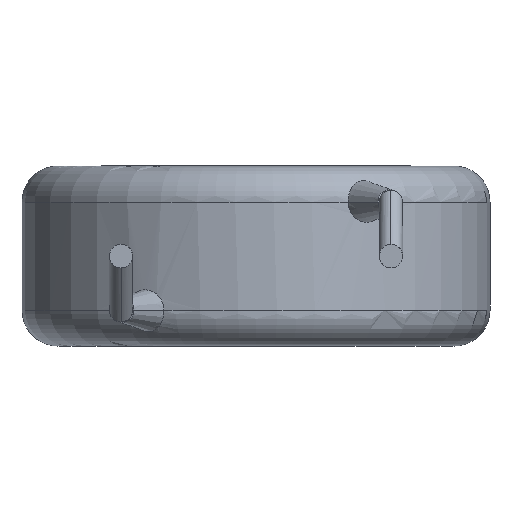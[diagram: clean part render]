
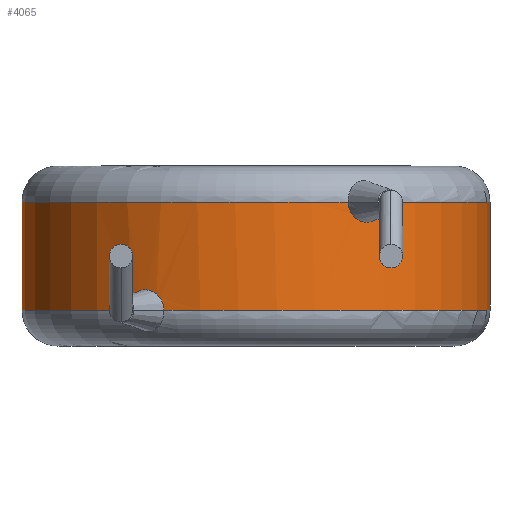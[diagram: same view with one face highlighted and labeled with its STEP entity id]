
A CAD part, front view. The second image highlights one B-rep face of the part: STEP entity #4065.
In plain terms, the highlighted cylindrical face has radius 6.5 mm (diameter 13 mm), a partial arc.
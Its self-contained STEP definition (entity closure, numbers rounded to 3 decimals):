
#16 = DIRECTION ( 'NONE',  ( 0., 0., -1. ) ) ;
#131 = CARTESIAN_POINT ( 'NONE',  ( -3.506, -5.474, 1.294 ) ) ;
#161 = AXIS2_PLACEMENT_3D ( 'NONE', #3332, #1094, #1382 ) ;
#460 = CARTESIAN_POINT ( 'NONE',  ( 2.559, -5.975, 3.851 ) ) ;
#466 = CARTESIAN_POINT ( 'NONE',  ( 0., 0., 1. ) ) ;
#518 = LINE ( 'NONE', #1551, #1547 ) ;
#530 = CIRCLE ( 'NONE', #1183, 6.5 ) ;
#752 = VERTEX_POINT ( 'NONE', #847 ) ;
#771 = CARTESIAN_POINT ( 'NONE',  ( -3.557, -5.44, 1. ) ) ;
#847 = CARTESIAN_POINT ( 'NONE',  ( 3.557, -5.44, 4. ) ) ;
#938 = EDGE_CURVE ( 'NONE', #2452, #3830, #4096, .T. ) ;
#1002 = CARTESIAN_POINT ( 'NONE',  ( 0., 0., 4. ) ) ;
#1024 = VERTEX_POINT ( 'NONE', #1948 ) ;
#1053 = VERTEX_POINT ( 'NONE', #2403 ) ;
#1094 = DIRECTION ( 'NONE',  ( 0., 0., -1. ) ) ;
#1126 = ORIENTED_EDGE ( 'NONE', *, *, #938, .T. ) ;
#1183 = AXIS2_PLACEMENT_3D ( 'NONE', #1392, #2692, #3667 ) ;
#1259 = DIRECTION ( 'NONE',  ( 0., 0., -1. ) ) ;
#1382 = DIRECTION ( 'NONE',  ( -1., 0., 0. ) ) ;
#1392 = CARTESIAN_POINT ( 'NONE',  ( 0., 0., 1. ) ) ;
#1425 = DIRECTION ( 'NONE',  ( 1., 0., 0. ) ) ;
#1468 = EDGE_CURVE ( 'NONE', #1737, #1983, #2831, .T. ) ;
#1498 = EDGE_CURVE ( 'NONE', #1024, #1983, #2172, .T. ) ;
#1547 = VECTOR ( 'NONE', #2920, 1000. ) ;
#1551 = CARTESIAN_POINT ( 'NONE',  ( 6.5, 0., 5. ) ) ;
#1580 = CARTESIAN_POINT ( 'NONE',  ( 3.557, -5.44, 4. ) ) ;
#1611 = DIRECTION ( 'NONE',  ( 1., 0., 0. ) ) ;
#1639 = EDGE_CURVE ( 'NONE', #1024, #1053, #530, .T. ) ;
#1657 = CYLINDRICAL_SURFACE ( 'NONE', #161, 6.5 ) ;
#1658 = EDGE_CURVE ( 'NONE', #2452, #752, #2551, .T. ) ;
#1735 = EDGE_CURVE ( 'NONE', #3899, #752, #1799, .T. ) ;
#1737 = VERTEX_POINT ( 'NONE', #2964 ) ;
#1739 = CARTESIAN_POINT ( 'NONE',  ( -3.326, -5.586, 1.503 ) ) ;
#1751 = CARTESIAN_POINT ( 'NONE',  ( 3.326, -5.586, 3.497 ) ) ;
#1768 = AXIS2_PLACEMENT_3D ( 'NONE', #466, #2439, #1425 ) ;
#1799 = CIRCLE ( 'NONE', #2458, 6.5 ) ;
#1946 = EDGE_CURVE ( 'NONE', #3899, #1053, #518, .T. ) ;
#1948 = CARTESIAN_POINT ( 'NONE',  ( -2.559, -5.975, 1. ) ) ;
#1983 = VERTEX_POINT ( 'NONE', #4042 ) ;
#2100 = ORIENTED_EDGE ( 'NONE', *, *, #1639, .T. ) ;
#2150 = CARTESIAN_POINT ( 'NONE',  ( -6.5, 0., 4. ) ) ;
#2162 = VECTOR ( 'NONE', #1259, 1000. ) ;
#2172 = B_SPLINE_CURVE_WITH_KNOTS ( 'NONE', 3,
 ( #2718, #3043, #3388, #3360, #3374, #3683, #1739, #131, #2394, #771 ),
 .UNSPECIFIED., .F., .F.,
 ( 4, 2, 2, 2, 4 ),
 ( 0., 0., 0.001, 0.001, 0.002 ),
 .UNSPECIFIED. ) ;
#2206 = EDGE_CURVE ( 'NONE', #3830, #1737, #3376, .T. ) ;
#2234 = CARTESIAN_POINT ( 'NONE',  ( -6.5, 0., 5. ) ) ;
#2270 = CARTESIAN_POINT ( 'NONE',  ( 0., 0., 4. ) ) ;
#2362 = CARTESIAN_POINT ( 'NONE',  ( 2.559, -5.975, 4. ) ) ;
#2377 = CARTESIAN_POINT ( 'NONE',  ( 2.807, -5.864, 3.498 ) ) ;
#2394 = CARTESIAN_POINT ( 'NONE',  ( -3.557, -5.44, 1.149 ) ) ;
#2403 = CARTESIAN_POINT ( 'NONE',  ( 6.5, 0., 1. ) ) ;
#2409 = CARTESIAN_POINT ( 'NONE',  ( 3.557, -5.44, 3.851 ) ) ;
#2439 = DIRECTION ( 'NONE',  ( 0., 0., 1. ) ) ;
#2452 = VERTEX_POINT ( 'NONE', #2734 ) ;
#2458 = AXIS2_PLACEMENT_3D ( 'NONE', #1002, #3268, #3584 ) ;
#2530 = FACE_OUTER_BOUND ( 'NONE', #3145, .T. ) ;
#2551 = B_SPLINE_CURVE_WITH_KNOTS ( 'NONE', 3,
 ( #2362, #460, #3694, #2377, #3682, #3028, #1751, #4036, #2409, #1580 ),
 .UNSPECIFIED., .F., .F.,
 ( 4, 2, 2, 2, 4 ),
 ( 0., 0., 0.001, 0.001, 0.002 ),
 .UNSPECIFIED. ) ;
#2596 = ORIENTED_EDGE ( 'NONE', *, *, #2206, .T. ) ;
#2692 = DIRECTION ( 'NONE',  ( 0., 0., 1. ) ) ;
#2718 = CARTESIAN_POINT ( 'NONE',  ( -2.559, -5.975, 1. ) ) ;
#2719 = ORIENTED_EDGE ( 'NONE', *, *, #1946, .F. ) ;
#2734 = CARTESIAN_POINT ( 'NONE',  ( 2.559, -5.975, 4. ) ) ;
#2831 = CIRCLE ( 'NONE', #1768, 6.5 ) ;
#2920 = DIRECTION ( 'NONE',  ( 0., 0., -1. ) ) ;
#2964 = CARTESIAN_POINT ( 'NONE',  ( -6.5, 0., 1. ) ) ;
#3028 = CARTESIAN_POINT ( 'NONE',  ( 3.199, -5.66, 3.438 ) ) ;
#3043 = CARTESIAN_POINT ( 'NONE',  ( -2.559, -5.975, 1.149 ) ) ;
#3145 = EDGE_LOOP ( 'NONE', ( #2719, #3465, #3552, #1126, #2596, #3969, #3985, #2100 ) ) ;
#3268 = DIRECTION ( 'NONE',  ( 0., 0., -1. ) ) ;
#3332 = CARTESIAN_POINT ( 'NONE',  ( 0., 0., 5. ) ) ;
#3360 = CARTESIAN_POINT ( 'NONE',  ( -2.807, -5.864, 1.502 ) ) ;
#3374 = CARTESIAN_POINT ( 'NONE',  ( -2.939, -5.799, 1.562 ) ) ;
#3376 = LINE ( 'NONE', #2234, #2162 ) ;
#3388 = CARTESIAN_POINT ( 'NONE',  ( -2.616, -5.951, 1.295 ) ) ;
#3465 = ORIENTED_EDGE ( 'NONE', *, *, #1735, .T. ) ;
#3552 = ORIENTED_EDGE ( 'NONE', *, *, #1658, .F. ) ;
#3584 = DIRECTION ( 'NONE',  ( 1., 0., 0. ) ) ;
#3667 = DIRECTION ( 'NONE',  ( 1., 0., 0. ) ) ;
#3682 = CARTESIAN_POINT ( 'NONE',  ( 2.939, -5.799, 3.438 ) ) ;
#3683 = CARTESIAN_POINT ( 'NONE',  ( -3.199, -5.66, 1.562 ) ) ;
#3694 = CARTESIAN_POINT ( 'NONE',  ( 2.616, -5.951, 3.705 ) ) ;
#3830 = VERTEX_POINT ( 'NONE', #2150 ) ;
#3875 = CARTESIAN_POINT ( 'NONE',  ( 6.5, 0., 4. ) ) ;
#3899 = VERTEX_POINT ( 'NONE', #3875 ) ;
#3969 = ORIENTED_EDGE ( 'NONE', *, *, #1468, .T. ) ;
#3985 = ORIENTED_EDGE ( 'NONE', *, *, #1498, .F. ) ;
#4036 = CARTESIAN_POINT ( 'NONE',  ( 3.506, -5.474, 3.706 ) ) ;
#4042 = CARTESIAN_POINT ( 'NONE',  ( -3.557, -5.44, 1. ) ) ;
#4065 = ADVANCED_FACE ( 'NONE', ( #2530 ), #1657, .T. ) ;
#4071 = AXIS2_PLACEMENT_3D ( 'NONE', #2270, #16, #1611 ) ;
#4096 = CIRCLE ( 'NONE', #4071, 6.5 ) ;
